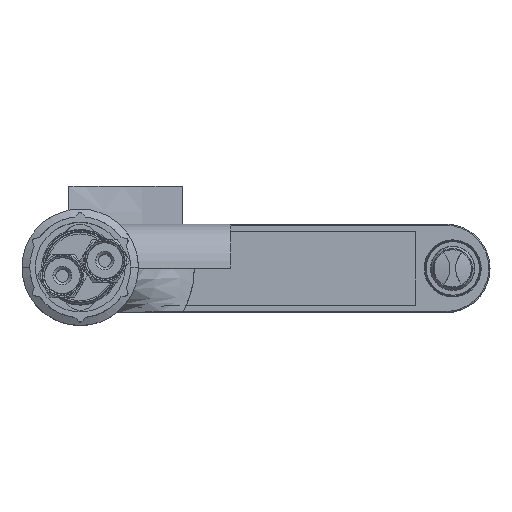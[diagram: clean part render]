
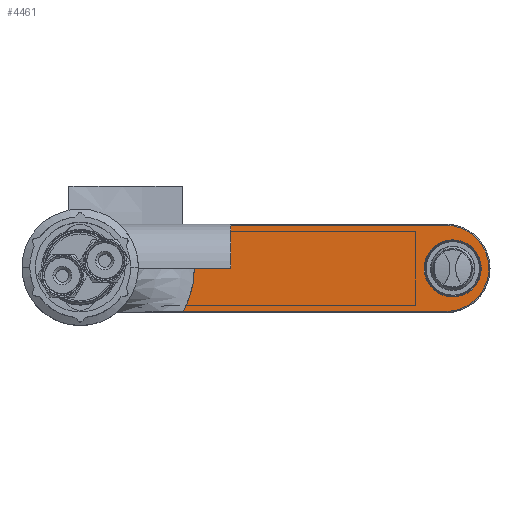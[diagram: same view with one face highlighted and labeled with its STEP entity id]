
A CAD part, top view. The second image highlights one B-rep face of the part: STEP entity #4461.
In plain terms, the highlighted planar face has unit normal (0, 0, 1).
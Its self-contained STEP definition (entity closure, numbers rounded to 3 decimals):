
#98=CARTESIAN_POINT('',(49.,0.,-235.));
#213=DIRECTION('',(-1.,0.,0.));
#214=VECTOR('',#213,112.722);
#215=CARTESIAN_POINT('',(157.,18.5,-235.));
#216=LINE('',#215,#214);
#322=DIRECTION('',(1.,0.,0.));
#323=VECTOR('',#322,112.722);
#324=CARTESIAN_POINT('',(44.278,-18.5,-235.));
#325=LINE('',#324,#323);
#422=CARTESIAN_POINT('',(157.,0.,-235.));
#423=DIRECTION('',(0.,0.,-1.));
#424=DIRECTION('',(0.,1.,0.));
#425=AXIS2_PLACEMENT_3D('',#422,#423,#424);
#427=CARTESIAN_POINT('',(157.,0.,-235.));
#428=DIRECTION('',(0.,0.,-1.));
#429=DIRECTION('',(0.028,-1.,0.));
#430=AXIS2_PLACEMENT_3D('',#427,#428,#429);
#432=CARTESIAN_POINT('',(44.278,-18.5,-235.));
#433=CARTESIAN_POINT('',(44.364,-18.343,-235.));
#434=CARTESIAN_POINT('',(44.651,-17.807,-235.));
#435=CARTESIAN_POINT('',(45.314,-16.501,-235.));
#436=CARTESIAN_POINT('',(46.006,-14.948,-235.));
#437=CARTESIAN_POINT('',(46.615,-13.377,-235.));
#438=CARTESIAN_POINT('',(47.164,-11.814,-235.));
#439=CARTESIAN_POINT('',(47.755,-9.83,-235.));
#440=CARTESIAN_POINT('',(48.31,-7.408,-235.));
#441=CARTESIAN_POINT('',(48.641,-5.365,-235.));
#442=CARTESIAN_POINT('',(48.827,-3.72,-235.));
#443=CARTESIAN_POINT('',(48.927,-2.482,-235.));
#444=CARTESIAN_POINT('',(48.987,-1.242,-235.));
#445=CARTESIAN_POINT('',(49.,-0.414,
-235.));
#446=CARTESIAN_POINT('',(49.,0.,
-235.));
#448=CARTESIAN_POINT('',(49.,0.,
-235.));
#449=CARTESIAN_POINT('',(49.,0.414,-235.));
#450=CARTESIAN_POINT('',(48.987,1.242,-235.));
#451=CARTESIAN_POINT('',(48.927,2.482,-235.));
#452=CARTESIAN_POINT('',(48.827,3.72,-235.));
#453=CARTESIAN_POINT('',(48.641,5.365,-235.));
#454=CARTESIAN_POINT('',(48.31,7.408,-235.));
#455=CARTESIAN_POINT('',(47.755,9.83,-235.));
#456=CARTESIAN_POINT('',(47.164,11.814,-235.));
#457=CARTESIAN_POINT('',(46.615,13.377,-235.));
#458=CARTESIAN_POINT('',(46.006,14.948,-235.));
#459=CARTESIAN_POINT('',(45.314,16.501,-235.));
#460=CARTESIAN_POINT('',(44.651,17.807,-235.));
#461=CARTESIAN_POINT('',(44.364,18.343,-235.));
#462=CARTESIAN_POINT('',(44.278,18.5,-235.));
#464=CARTESIAN_POINT('',(160.,0.,-235.));
#465=DIRECTION('',(0.,0.,1.));
#466=DIRECTION('',(1.,0.,0.));
#467=AXIS2_PLACEMENT_3D('',#464,#465,#466);
#469=CARTESIAN_POINT('',(160.,0.,-235.));
#470=DIRECTION('',(0.,0.,1.));
#471=DIRECTION('',(-1.,0.,0.));
#472=AXIS2_PLACEMENT_3D('',#469,#470,#471);
#1865=CARTESIAN_POINT('',(44.278,18.5,-235.));
#1896=VERTEX_POINT('',#98);
#1897=VERTEX_POINT('',#432);
#1901=VERTEX_POINT('',#1865);
#1911=CARTESIAN_POINT('',(157.,18.5,-235.));
#1912=VERTEX_POINT('',#1911);
#1915=CARTESIAN_POINT('',(157.,-18.5,-235.));
#1916=VERTEX_POINT('',#1915);
#1917=CARTESIAN_POINT('',(157.518,-18.493,-235.));
#1918=VERTEX_POINT('',#1917);
#1945=CARTESIAN_POINT('',(172.25,0.,-235.));
#1946=CARTESIAN_POINT('',(147.75,0.,-235.));
#1947=VERTEX_POINT('',#1945);
#1948=VERTEX_POINT('',#1946);
#4442=CARTESIAN_POINT('',(0.,0.,-235.));
#4443=DIRECTION('',(0.,0.,1.));
#4444=DIRECTION('',(1.,0.,0.));
#4445=AXIS2_PLACEMENT_3D('',#4442,#4443,#4444);
#4446=PLANE('',#4445);
#4447=ORIENTED_EDGE('',*,*,#3503,.T.);
#4448=ORIENTED_EDGE('',*,*,#3501,.T.);
#4449=ORIENTED_EDGE('',*,*,#3621,.F.);
#4450=ORIENTED_EDGE('',*,*,#2466,.T.);
#4451=ORIENTED_EDGE('',*,*,#2648,.T.);
#4452=ORIENTED_EDGE('',*,*,#3485,.F.);
#4453=EDGE_LOOP('',(#4447,#4448,#4449,#4450,#4451,#4452));
#4454=FACE_OUTER_BOUND('',#4453,.F.);
#4456=ORIENTED_EDGE('',*,*,#4455,.T.);
#4458=ORIENTED_EDGE('',*,*,#4457,.T.);
#4459=EDGE_LOOP('',(#4456,#4458));
#4460=FACE_BOUND('',#4459,.F.);
#426=CIRCLE('',#425,18.5);
#431=CIRCLE('',#430,18.5);
#447=B_SPLINE_CURVE_WITH_KNOTS('',3,(#432,#433,#434,#435,#436,#437,#438,#439,
#440,#441,#442,#443,#444,#445,#446),.UNSPECIFIED.,.F.,.F.,(4,1,1,1,1,1,1,1,1,1,
1,1,4),(0.,0.028,0.095,0.228,
0.292,0.356,0.485,0.614,
0.743,0.807,0.871,0.936,1.),
.UNSPECIFIED.);
#463=B_SPLINE_CURVE_WITH_KNOTS('',3,(#448,#449,#450,#451,#452,#453,#454,#455,
#456,#457,#458,#459,#460,#461,#462),.UNSPECIFIED.,.F.,.F.,(4,1,1,1,1,1,1,1,1,1,
1,1,4),(0.,0.064,0.129,0.193,
0.257,0.386,0.515,0.644,
0.708,0.772,0.905,0.972,1.),
.UNSPECIFIED.);
#468=CIRCLE('',#467,12.25);
#473=CIRCLE('',#472,12.25);
#2466=EDGE_CURVE('',#1897,#1896,#447,.T.);
#2648=EDGE_CURVE('',#1896,#1901,#463,.T.);
#3485=EDGE_CURVE('',#1912,#1901,#216,.T.);
#3501=EDGE_CURVE('',#1918,#1916,#431,.T.);
#3503=EDGE_CURVE('',#1912,#1918,#426,.T.);
#3621=EDGE_CURVE('',#1897,#1916,#325,.T.);
#4455=EDGE_CURVE('',#1947,#1948,#468,.T.);
#4457=EDGE_CURVE('',#1948,#1947,#473,.T.);
#4461=ADVANCED_FACE('',(#4454,#4460),#4446,.T.);
